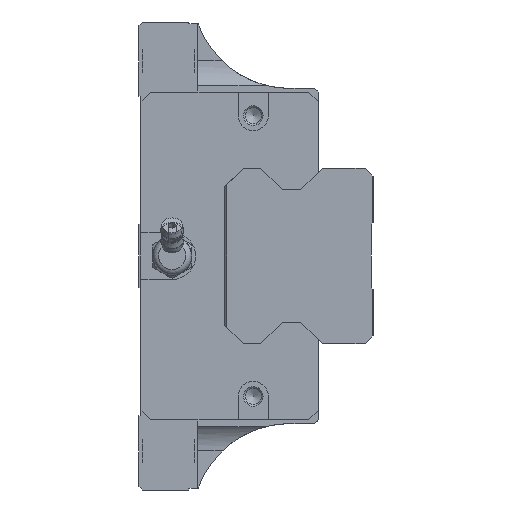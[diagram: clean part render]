
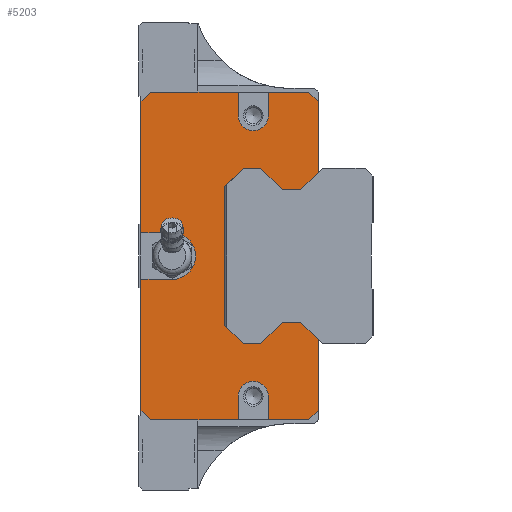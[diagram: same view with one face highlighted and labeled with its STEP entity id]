
A CAD part, left-side view. The second image highlights one B-rep face of the part: STEP entity #5203.
In plain terms, the highlighted planar face has unit normal (-1, 0, 0).
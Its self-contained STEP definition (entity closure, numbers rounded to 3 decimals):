
#558=CIRCLE('',#5692,6.);
#559=CIRCLE('',#5693,3.85);
#560=CIRCLE('',#5694,3.85);
#785=FACE_OUTER_BOUND('',#1089,.T.);
#1089=EDGE_LOOP('',(#4256,#4257,#4258,#4259,#4260,#4261,#4262,#4263,#4264,
#4265,#4266,#4267,#4268,#4269,#4270,#4271,#4272,#4273,#4274,#4275,#4276,
#4277,#4278,#4279,#4280,#4281,#4282,#4283,#4284,#4285,#4286,#4287));
#1487=LINE('',#8256,#1968);
#1493=LINE('',#8268,#1974);
#1494=LINE('',#8272,#1975);
#1501=LINE('',#8287,#1982);
#1504=LINE('',#8291,#1985);
#1505=LINE('',#8294,#1986);
#1506=LINE('',#8296,#1987);
#1507=LINE('',#8298,#1988);
#1508=LINE('',#8302,#1989);
#1509=LINE('',#8304,#1990);
#1510=LINE('',#8306,#1991);
#1511=LINE('',#8308,#1992);
#1512=LINE('',#8310,#1993);
#1513=LINE('',#8314,#1994);
#1514=LINE('',#8316,#1995);
#1515=LINE('',#8318,#1996);
#1516=LINE('',#8319,#1997);
#1517=LINE('',#8321,#1998);
#1518=LINE('',#8323,#1999);
#1519=LINE('',#8325,#2000);
#1520=LINE('',#8327,#2001);
#1521=LINE('',#8329,#2002);
#1522=LINE('',#8331,#2003);
#1523=LINE('',#8333,#2004);
#1524=LINE('',#8335,#2005);
#1525=LINE('',#8336,#2006);
#1526=LINE('',#8338,#2007);
#1527=LINE('',#8339,#2008);
#1528=LINE('',#8341,#2009);
#1968=VECTOR('',#6728,1000.);
#1974=VECTOR('',#6736,1000.);
#1975=VECTOR('',#6739,1000.);
#1982=VECTOR('',#6748,1000.);
#1985=VECTOR('',#6751,1000.);
#1986=VECTOR('',#6754,1000.);
#1987=VECTOR('',#6755,1000.);
#1988=VECTOR('',#6756,1000.);
#1989=VECTOR('',#6759,1000.);
#1990=VECTOR('',#6760,1000.);
#1991=VECTOR('',#6761,1000.);
#1992=VECTOR('',#6762,1000.);
#1993=VECTOR('',#6763,1000.);
#1994=VECTOR('',#6766,1000.);
#1995=VECTOR('',#6767,1000.);
#1996=VECTOR('',#6768,1000.);
#1997=VECTOR('',#6769,1000.);
#1998=VECTOR('',#6770,1000.);
#1999=VECTOR('',#6771,1000.);
#2000=VECTOR('',#6772,1000.);
#2001=VECTOR('',#6773,1000.);
#2002=VECTOR('',#6774,1000.);
#2003=VECTOR('',#6775,1000.);
#2004=VECTOR('',#6776,1000.);
#2005=VECTOR('',#6777,1000.);
#2006=VECTOR('',#6778,1000.);
#2007=VECTOR('',#6779,1000.);
#2008=VECTOR('',#6780,1000.);
#2009=VECTOR('',#6781,1000.);
#2463=VERTEX_POINT('',#8253);
#2464=VERTEX_POINT('',#8255);
#2466=VERTEX_POINT('',#8261);
#2469=VERTEX_POINT('',#8266);
#2470=VERTEX_POINT('',#8270);
#2471=VERTEX_POINT('',#8271);
#2475=VERTEX_POINT('',#8280);
#2477=VERTEX_POINT('',#8284);
#2478=VERTEX_POINT('',#8286);
#2480=VERTEX_POINT('',#8293);
#2481=VERTEX_POINT('',#8295);
#2482=VERTEX_POINT('',#8297);
#2483=VERTEX_POINT('',#8299);
#2484=VERTEX_POINT('',#8301);
#2485=VERTEX_POINT('',#8303);
#2486=VERTEX_POINT('',#8305);
#2487=VERTEX_POINT('',#8307);
#2488=VERTEX_POINT('',#8309);
#2489=VERTEX_POINT('',#8311);
#2490=VERTEX_POINT('',#8313);
#2491=VERTEX_POINT('',#8315);
#2492=VERTEX_POINT('',#8317);
#2493=VERTEX_POINT('',#8320);
#2494=VERTEX_POINT('',#8322);
#2495=VERTEX_POINT('',#8324);
#2496=VERTEX_POINT('',#8326);
#2497=VERTEX_POINT('',#8328);
#2498=VERTEX_POINT('',#8330);
#2499=VERTEX_POINT('',#8332);
#2500=VERTEX_POINT('',#8334);
#2501=VERTEX_POINT('',#8337);
#2502=VERTEX_POINT('',#8340);
#3091=EDGE_CURVE('',#2464,#2463,#1487,.T.);
#3097=EDGE_CURVE('',#2469,#2466,#1493,.T.);
#3098=EDGE_CURVE('',#2470,#2471,#1494,.T.);
#3105=EDGE_CURVE('',#2477,#2478,#1501,.T.);
#3108=EDGE_CURVE('',#2471,#2475,#1504,.T.);
#3109=EDGE_CURVE('',#2480,#2475,#1505,.T.);
#3110=EDGE_CURVE('',#2481,#2470,#1506,.T.);
#3111=EDGE_CURVE('',#2481,#2482,#1507,.T.);
#3112=EDGE_CURVE('',#2482,#2483,#558,.T.);
#3113=EDGE_CURVE('',#2483,#2484,#1508,.T.);
#3114=EDGE_CURVE('',#2485,#2484,#1509,.T.);
#3115=EDGE_CURVE('',#2486,#2485,#1510,.T.);
#3116=EDGE_CURVE('',#2487,#2486,#1511,.T.);
#3117=EDGE_CURVE('',#2487,#2488,#1512,.T.);
#3118=EDGE_CURVE('',#2488,#2489,#559,.T.);
#3119=EDGE_CURVE('',#2489,#2490,#1513,.T.);
#3120=EDGE_CURVE('',#2491,#2490,#1514,.T.);
#3121=EDGE_CURVE('',#2492,#2491,#1515,.T.);
#3122=EDGE_CURVE('',#2466,#2492,#1516,.T.);
#3123=EDGE_CURVE('',#2469,#2493,#1517,.T.);
#3124=EDGE_CURVE('',#2493,#2494,#1518,.T.);
#3125=EDGE_CURVE('',#2494,#2495,#1519,.T.);
#3126=EDGE_CURVE('',#2495,#2496,#1520,.T.);
#3127=EDGE_CURVE('',#2496,#2497,#1521,.T.);
#3128=EDGE_CURVE('',#2497,#2498,#1522,.T.);
#3129=EDGE_CURVE('',#2498,#2499,#1523,.T.);
#3130=EDGE_CURVE('',#2499,#2500,#1524,.T.);
#3131=EDGE_CURVE('',#2500,#2464,#1525,.T.);
#3132=EDGE_CURVE('',#2501,#2463,#1526,.T.);
#3133=EDGE_CURVE('',#2478,#2501,#1527,.T.);
#3134=EDGE_CURVE('',#2477,#2502,#1528,.T.);
#3135=EDGE_CURVE('',#2502,#2480,#560,.T.);
#4256=ORIENTED_EDGE('',*,*,#3109,.T.);
#4257=ORIENTED_EDGE('',*,*,#3108,.F.);
#4258=ORIENTED_EDGE('',*,*,#3098,.F.);
#4259=ORIENTED_EDGE('',*,*,#3110,.F.);
#4260=ORIENTED_EDGE('',*,*,#3111,.T.);
#4261=ORIENTED_EDGE('',*,*,#3112,.T.);
#4262=ORIENTED_EDGE('',*,*,#3113,.T.);
#4263=ORIENTED_EDGE('',*,*,#3114,.F.);
#4264=ORIENTED_EDGE('',*,*,#3115,.F.);
#4265=ORIENTED_EDGE('',*,*,#3116,.F.);
#4266=ORIENTED_EDGE('',*,*,#3117,.T.);
#4267=ORIENTED_EDGE('',*,*,#3118,.T.);
#4268=ORIENTED_EDGE('',*,*,#3119,.T.);
#4269=ORIENTED_EDGE('',*,*,#3120,.F.);
#4270=ORIENTED_EDGE('',*,*,#3121,.F.);
#4271=ORIENTED_EDGE('',*,*,#3122,.F.);
#4272=ORIENTED_EDGE('',*,*,#3097,.F.);
#4273=ORIENTED_EDGE('',*,*,#3123,.T.);
#4274=ORIENTED_EDGE('',*,*,#3124,.T.);
#4275=ORIENTED_EDGE('',*,*,#3125,.T.);
#4276=ORIENTED_EDGE('',*,*,#3126,.T.);
#4277=ORIENTED_EDGE('',*,*,#3127,.T.);
#4278=ORIENTED_EDGE('',*,*,#3128,.T.);
#4279=ORIENTED_EDGE('',*,*,#3129,.T.);
#4280=ORIENTED_EDGE('',*,*,#3130,.T.);
#4281=ORIENTED_EDGE('',*,*,#3131,.T.);
#4282=ORIENTED_EDGE('',*,*,#3091,.T.);
#4283=ORIENTED_EDGE('',*,*,#3132,.F.);
#4284=ORIENTED_EDGE('',*,*,#3133,.F.);
#4285=ORIENTED_EDGE('',*,*,#3105,.F.);
#4286=ORIENTED_EDGE('',*,*,#3134,.T.);
#4287=ORIENTED_EDGE('',*,*,#3135,.T.);
#4984=PLANE('',#5691);
#5203=ADVANCED_FACE('',(#785),#4984,.F.);
#5691=AXIS2_PLACEMENT_3D('',#8292,#6752,#6753);
#5692=AXIS2_PLACEMENT_3D('',#8300,#6757,#6758);
#5693=AXIS2_PLACEMENT_3D('',#8312,#6764,#6765);
#5694=AXIS2_PLACEMENT_3D('',#8342,#6782,#6783);
#6728=DIRECTION('',(0.,-0.707,0.707));
#6736=DIRECTION('',(0.,-0.707,-0.707));
#6739=DIRECTION('',(0.,-0.707,0.707));
#6748=DIRECTION('',(0.,-1.,0.));
#6751=DIRECTION('',(0.,-1.,0.));
#6752=DIRECTION('center_axis',(1.,0.,0.));
#6753=DIRECTION('ref_axis',(0.,0.,-1.));
#6754=DIRECTION('',(0.,0.,1.));
#6755=DIRECTION('',(0.,0.,1.));
#6756=DIRECTION('',(0.,-1.,0.));
#6757=DIRECTION('center_axis',(1.,0.,0.));
#6758=DIRECTION('ref_axis',(0.,0.,-1.));
#6759=DIRECTION('',(0.,1.,0.));
#6760=DIRECTION('',(0.,0.,1.));
#6761=DIRECTION('',(0.,0.707,0.707));
#6762=DIRECTION('',(0.,1.,0.));
#6763=DIRECTION('',(0.,0.,1.));
#6764=DIRECTION('center_axis',(1.,0.,0.));
#6765=DIRECTION('ref_axis',(0.,0.,-1.));
#6766=DIRECTION('',(0.,0.,-1.));
#6767=DIRECTION('',(0.,1.,0.));
#6768=DIRECTION('',(0.,0.707,-0.707));
#6769=DIRECTION('',(0.,0.,-1.));
#6770=DIRECTION('',(0.,1.,0.));
#6771=DIRECTION('',(0.,0.707,-0.707));
#6772=DIRECTION('',(0.,1.,0.));
#6773=DIRECTION('',(0.,0.707,0.707));
#6774=DIRECTION('',(0.,0.,1.));
#6775=DIRECTION('',(0.,-0.707,0.707));
#6776=DIRECTION('',(0.,-1.,0.));
#6777=DIRECTION('',(0.,-0.707,-0.707));
#6778=DIRECTION('',(0.,-1.,0.));
#6779=DIRECTION('',(0.,0.,-1.));
#6780=DIRECTION('',(0.,-0.707,-0.707));
#6781=DIRECTION('',(0.,0.,-1.));
#6782=DIRECTION('center_axis',(1.,0.,0.));
#6783=DIRECTION('ref_axis',(0.,0.,-1.));
#8253=CARTESIAN_POINT('',(433.5,14.,21.5));
#8255=CARTESIAN_POINT('',(433.5,18.5,17.));
#8256=CARTESIAN_POINT('',(433.5,18.5,17.));
#8261=CARTESIAN_POINT('',(433.5,14.,-21.5));
#8266=CARTESIAN_POINT('',(433.5,18.5,-17.));
#8268=CARTESIAN_POINT('',(433.5,24.75,-10.75));
#8270=CARTESIAN_POINT('',(433.5,59.5,39.5));
#8271=CARTESIAN_POINT('',(433.5,57.,42.));
#8272=CARTESIAN_POINT('',(433.5,59.5,39.5));
#8280=CARTESIAN_POINT('',(433.5,34.55,42.));
#8284=CARTESIAN_POINT('',(433.5,26.85,42.));
#8286=CARTESIAN_POINT('',(433.5,16.5,42.));
#8287=CARTESIAN_POINT('',(433.5,57.,42.));
#8291=CARTESIAN_POINT('',(433.5,57.,42.));
#8292=CARTESIAN_POINT('Origin',(433.5,14.,0.));
#8293=CARTESIAN_POINT('',(433.5,34.55,36.));
#8294=CARTESIAN_POINT('',(433.5,34.55,36.));
#8295=CARTESIAN_POINT('',(433.5,59.5,6.));
#8296=CARTESIAN_POINT('',(433.5,59.5,-39.5));
#8297=CARTESIAN_POINT('',(433.5,51.5,6.));
#8298=CARTESIAN_POINT('',(433.5,89.5,6.));
#8299=CARTESIAN_POINT('',(433.5,51.5,-6.));
#8300=CARTESIAN_POINT('Origin',(433.5,51.5,0.));
#8301=CARTESIAN_POINT('',(433.5,59.5,-6.));
#8302=CARTESIAN_POINT('',(433.5,51.5,-6.));
#8303=CARTESIAN_POINT('',(433.5,59.5,-39.5));
#8304=CARTESIAN_POINT('',(433.5,59.5,-39.5));
#8305=CARTESIAN_POINT('',(433.5,57.,-42.));
#8306=CARTESIAN_POINT('',(433.5,57.,-42.));
#8307=CARTESIAN_POINT('',(433.5,34.55,-42.));
#8308=CARTESIAN_POINT('',(433.5,16.5,-42.));
#8309=CARTESIAN_POINT('',(433.5,34.55,-36.));
#8310=CARTESIAN_POINT('',(433.5,34.55,-56.));
#8311=CARTESIAN_POINT('',(433.5,26.85,-36.));
#8312=CARTESIAN_POINT('Origin',(433.5,30.7,-36.));
#8313=CARTESIAN_POINT('',(433.5,26.85,-42.));
#8314=CARTESIAN_POINT('',(433.5,26.85,-36.));
#8315=CARTESIAN_POINT('',(433.5,16.5,-42.));
#8316=CARTESIAN_POINT('',(433.5,16.5,-42.));
#8317=CARTESIAN_POINT('',(433.5,14.,-39.5));
#8318=CARTESIAN_POINT('',(433.5,14.,-39.5));
#8319=CARTESIAN_POINT('',(433.5,14.,39.5));
#8320=CARTESIAN_POINT('',(433.5,23.27,-17.));
#8321=CARTESIAN_POINT('',(433.5,18.5,-17.));
#8322=CARTESIAN_POINT('',(433.5,28.77,-22.5));
#8323=CARTESIAN_POINT('',(433.5,23.27,-17.));
#8324=CARTESIAN_POINT('',(433.5,33.23,-22.5));
#8325=CARTESIAN_POINT('',(433.5,28.77,-22.5));
#8326=CARTESIAN_POINT('',(433.5,38.,-17.73));
#8327=CARTESIAN_POINT('',(433.5,33.23,-22.5));
#8328=CARTESIAN_POINT('',(433.5,38.,17.73));
#8329=CARTESIAN_POINT('',(433.5,38.,-17.73));
#8330=CARTESIAN_POINT('',(433.5,33.23,22.5));
#8331=CARTESIAN_POINT('',(433.5,38.,17.73));
#8332=CARTESIAN_POINT('',(433.5,28.77,22.5));
#8333=CARTESIAN_POINT('',(433.5,33.23,22.5));
#8334=CARTESIAN_POINT('',(433.5,23.27,17.));
#8335=CARTESIAN_POINT('',(433.5,28.77,22.5));
#8336=CARTESIAN_POINT('',(433.5,23.27,17.));
#8337=CARTESIAN_POINT('',(433.5,14.,39.5));
#8338=CARTESIAN_POINT('',(433.5,14.,39.5));
#8339=CARTESIAN_POINT('',(433.5,16.5,42.));
#8340=CARTESIAN_POINT('',(433.5,26.85,36.));
#8341=CARTESIAN_POINT('',(433.5,26.85,56.));
#8342=CARTESIAN_POINT('Origin',(433.5,30.7,36.));
